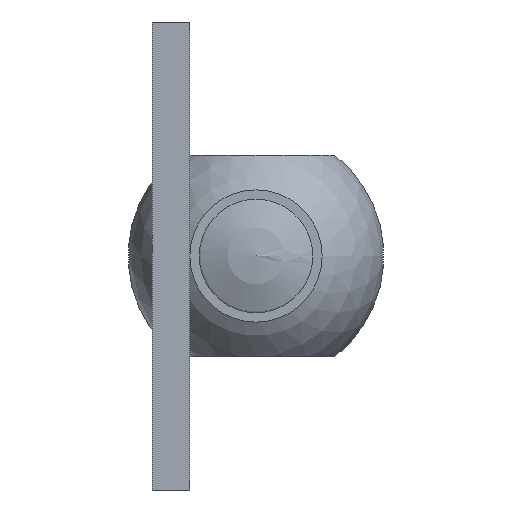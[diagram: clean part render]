
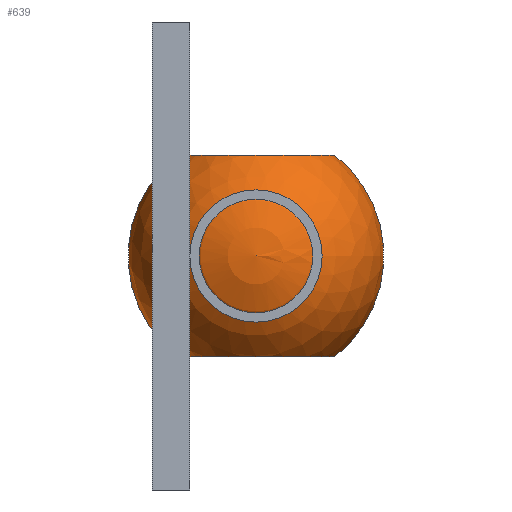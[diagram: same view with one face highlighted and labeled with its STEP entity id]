
A CAD part, front view. The second image highlights one B-rep face of the part: STEP entity #639.
In plain terms, the highlighted spherical face has radius 41 mm.
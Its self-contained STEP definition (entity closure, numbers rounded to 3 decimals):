
#1 = CARTESIAN_POINT ( 'NONE',  ( 0., 0., 0. ) ) ;
#33 = CARTESIAN_POINT ( 'NONE',  ( -40.859, 0., 3.4 ) ) ;
#35 = DIRECTION ( 'NONE',  ( 0., 1., 0. ) ) ;
#55 = DIRECTION ( 'NONE',  ( 0., 0., 1. ) ) ;
#66 = CARTESIAN_POINT ( 'NONE',  ( 40.859, 0., 3.4 ) ) ;
#77 = DIRECTION ( 'NONE',  ( 1., 0., 0. ) ) ;
#88 = VERTEX_POINT ( 'NONE', #954 ) ;
#93 = DIRECTION ( 'NONE',  ( 0., 0., 1. ) ) ;
#147 = ORIENTED_EDGE ( 'NONE', *, *, #666, .F. ) ;
#185 = EDGE_CURVE ( 'NONE', #300, #1251, #1310, .T. ) ;
#195 = DIRECTION ( 'NONE',  ( 0., -1., 0. ) ) ;
#206 = DIRECTION ( 'NONE',  ( 1., 0., 0. ) ) ;
#265 = CARTESIAN_POINT ( 'NONE',  ( 25.274, 0., -32.284 ) ) ;
#271 = AXIS2_PLACEMENT_3D ( 'NONE', #841, #1218, #77 ) ;
#276 = DIRECTION ( 'NONE',  ( 0., -1., 0. ) ) ;
#298 = DIRECTION ( 'NONE',  ( -1., 0., 0. ) ) ;
#300 = VERTEX_POINT ( 'NONE', #585 ) ;
#304 = CARTESIAN_POINT ( 'NONE',  ( -40.859, 0., 0. ) ) ;
#314 = VERTEX_POINT ( 'NONE', #66 ) ;
#329 = EDGE_CURVE ( 'NONE', #710, #300, #511, .T. ) ;
#363 = CARTESIAN_POINT ( 'NONE',  ( 0., 0., 0. ) ) ;
#365 = AXIS2_PLACEMENT_3D ( 'NONE', #809, #606, #420 ) ;
#394 = EDGE_CURVE ( 'NONE', #88, #513, #905, .T. ) ;
#415 = ORIENTED_EDGE ( 'NONE', *, *, #185, .T. ) ;
#420 = DIRECTION ( 'NONE',  ( 0., 0., 1. ) ) ;
#428 = ORIENTED_EDGE ( 'NONE', *, *, #1060, .T. ) ;
#431 = AXIS2_PLACEMENT_3D ( 'NONE', #1221, #298, #93 ) ;
#450 = CARTESIAN_POINT ( 'NONE',  ( 0., 0., 0. ) ) ;
#451 = AXIS2_PLACEMENT_3D ( 'NONE', #450, #35, #55 ) ;
#485 = CARTESIAN_POINT ( 'NONE',  ( -40.859, 0., -3.4 ) ) ;
#501 = ORIENTED_EDGE ( 'NONE', *, *, #329, .T. ) ;
#511 = CIRCLE ( 'NONE', #530, 25.274 ) ;
#513 = VERTEX_POINT ( 'NONE', #265 ) ;
#530 = AXIS2_PLACEMENT_3D ( 'NONE', #759, #650, #766 ) ;
#585 = CARTESIAN_POINT ( 'NONE',  ( -25.274, 0., 32.284 ) ) ;
#606 = DIRECTION ( 'NONE',  ( 0., 1., 0. ) ) ;
#621 = CARTESIAN_POINT ( 'NONE',  ( -25.274, 0., -32.284 ) ) ;
#639 = ADVANCED_FACE ( 'NONE', ( #1019 ), #720, .T. ) ;
#650 = DIRECTION ( 'NONE',  ( 0., 0., -1. ) ) ;
#666 = EDGE_CURVE ( 'NONE', #710, #314, #1009, .T. ) ;
#673 = EDGE_CURVE ( 'NONE', #88, #314, #970, .T. ) ;
#678 = DIRECTION ( 'NONE',  ( 1., 0., 0. ) ) ;
#686 = VERTEX_POINT ( 'NONE', #621 ) ;
#699 = DIRECTION ( 'NONE',  ( -1., 0., 0. ) ) ;
#706 = AXIS2_PLACEMENT_3D ( 'NONE', #304, #840, #1249 ) ;
#710 = VERTEX_POINT ( 'NONE', #734 ) ;
#711 = EDGE_CURVE ( 'NONE', #1251, #1068, #1312, .T. ) ;
#720 = SPHERICAL_SURFACE ( 'NONE', #793, 41. ) ;
#734 = CARTESIAN_POINT ( 'NONE',  ( 25.274, 0., 32.284 ) ) ;
#759 = CARTESIAN_POINT ( 'NONE',  ( 0., 0., 32.284 ) ) ;
#766 = DIRECTION ( 'NONE',  ( -1., 0., 0. ) ) ;
#793 = AXIS2_PLACEMENT_3D ( 'NONE', #1, #195, #206 ) ;
#808 = DIRECTION ( 'NONE',  ( 0., 0., -1. ) ) ;
#809 = CARTESIAN_POINT ( 'NONE',  ( 0., 0., 0. ) ) ;
#840 = DIRECTION ( 'NONE',  ( 1., 0., 0. ) ) ;
#841 = CARTESIAN_POINT ( 'NONE',  ( 0., 0., 0. ) ) ;
#882 = CARTESIAN_POINT ( 'NONE',  ( 0., 0., -32.284 ) ) ;
#905 = CIRCLE ( 'NONE', #451, 41. ) ;
#933 = AXIS2_PLACEMENT_3D ( 'NONE', #882, #808, #699 ) ;
#954 = CARTESIAN_POINT ( 'NONE',  ( 40.859, 0., -3.4 ) ) ;
#970 = CIRCLE ( 'NONE', #431, 3.4 ) ;
#988 = AXIS2_PLACEMENT_3D ( 'NONE', #363, #276, #678 ) ;
#1009 = CIRCLE ( 'NONE', #365, 41. ) ;
#1011 = ORIENTED_EDGE ( 'NONE', *, *, #673, .T. ) ;
#1019 = FACE_OUTER_BOUND ( 'NONE', #1271, .T. ) ;
#1020 = ORIENTED_EDGE ( 'NONE', *, *, #394, .F. ) ;
#1060 = EDGE_CURVE ( 'NONE', #1068, #686, #1148, .T. ) ;
#1068 = VERTEX_POINT ( 'NONE', #485 ) ;
#1115 = ORIENTED_EDGE ( 'NONE', *, *, #1300, .F. ) ;
#1126 = CIRCLE ( 'NONE', #933, 25.274 ) ;
#1148 = CIRCLE ( 'NONE', #271, 41. ) ;
#1213 = ORIENTED_EDGE ( 'NONE', *, *, #711, .T. ) ;
#1218 = DIRECTION ( 'NONE',  ( 0., -1., 0. ) ) ;
#1221 = CARTESIAN_POINT ( 'NONE',  ( 40.859, 0., 0. ) ) ;
#1249 = DIRECTION ( 'NONE',  ( 0., 0., -1. ) ) ;
#1251 = VERTEX_POINT ( 'NONE', #33 ) ;
#1271 = EDGE_LOOP ( 'NONE', ( #501, #415, #1213, #428, #1115, #1020, #1011, #147 ) ) ;
#1300 = EDGE_CURVE ( 'NONE', #513, #686, #1126, .T. ) ;
#1310 = CIRCLE ( 'NONE', #988, 41. ) ;
#1312 = CIRCLE ( 'NONE', #706, 3.4 ) ;
